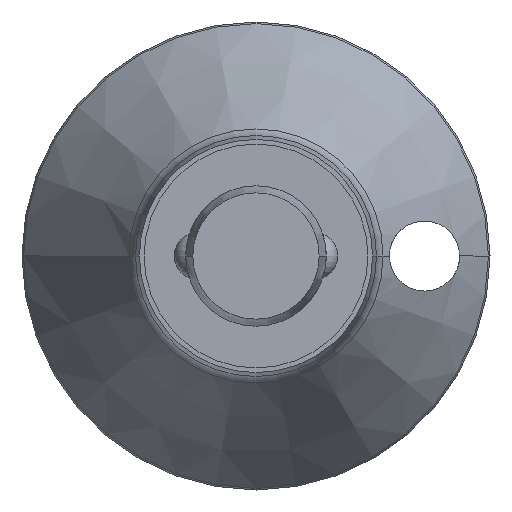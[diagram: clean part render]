
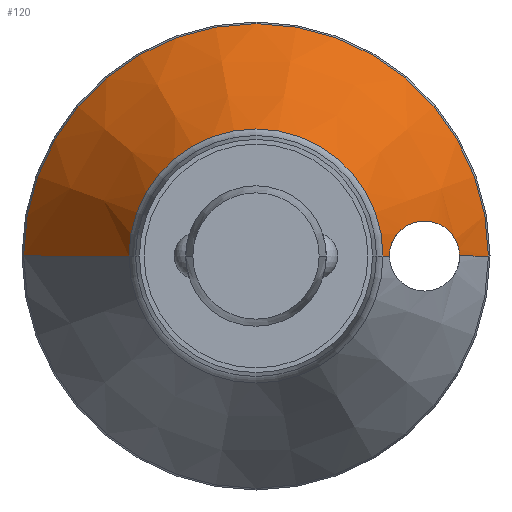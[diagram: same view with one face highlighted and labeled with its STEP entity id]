
A CAD part, front view. The second image highlights one B-rep face of the part: STEP entity #120.
In plain terms, the highlighted conical face has half-angle 30.55 degrees and reference radius 7.679 mm.
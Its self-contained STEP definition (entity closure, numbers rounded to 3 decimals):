
#120=ADVANCED_FACE('',(#239),#240,.T.);
#239=FACE_OUTER_BOUND('',#355,.T.);
#240=CONICAL_SURFACE('',#356,7.679,0.533);
#355=EDGE_LOOP('',(#630,#631,#632,#633,#634,#635,#636));
#356=AXIS2_PLACEMENT_3D('',#637,#638,#639);
#630=ORIENTED_EDGE('',*,*,#695,.T.);
#631=ORIENTED_EDGE('',*,*,#771,.T.);
#632=ORIENTED_EDGE('',*,*,#770,.T.);
#633=ORIENTED_EDGE('',*,*,#698,.T.);
#634=ORIENTED_EDGE('',*,*,#679,.F.);
#635=ORIENTED_EDGE('',*,*,#697,.T.);
#636=ORIENTED_EDGE('',*,*,#784,.T.);
#637=CARTESIAN_POINT('',(0.,16.431,0.));
#638=DIRECTION('',(-0.0,1.0,0.));
#639=DIRECTION('',(1.0,0.0,0.0));
#679=EDGE_CURVE('',#797,#799,#800,.T.);
#695=EDGE_CURVE('',#822,#823,#824,.T.);
#697=EDGE_CURVE('',#797,#825,#827,.T.);
#698=EDGE_CURVE('',#828,#799,#829,.T.);
#770=EDGE_CURVE('',#934,#828,#935,.T.);
#771=EDGE_CURVE('',#823,#934,#936,.T.);
#784=EDGE_CURVE('',#825,#822,#950,.T.);
#797=VERTEX_POINT('',#963);
#799=VERTEX_POINT('',#965);
#800=CIRCLE('',#966,9.931);
#822=VERTEX_POINT('',#1008);
#823=VERTEX_POINT('',#1009);
#824=LINE('',#1010,#1011);
#825=VERTEX_POINT('',#1012);
#827=LINE('',#1014,#1015);
#828=VERTEX_POINT('',#1016);
#829=LINE('',#1017,#1018);
#934=VERTEX_POINT('',#1262);
#935=B_SPLINE_CURVE_WITH_KNOTS('',3,(#1263,#1264,#1265,#1266,#1267,#1268,#1269,#1270,#1271,#1272,#1273,#1274),.UNSPECIFIED.,.F.,.F.,(4,2,2,2,2,4),(0.0,0.115,0.229,0.321,0.351,0.382),.UNSPECIFIED.);
#936=B_SPLINE_CURVE_WITH_KNOTS('',3,(#1275,#1276,#1277,#1278,#1279,#1280,#1281,#1282,#1283,#1284),.UNSPECIFIED.,.F.,.F.,(4,2,2,2,4),(1.066,1.09,1.114,1.162,1.368),.UNSPECIFIED.);
#950=CIRCLE('',#1316,5.428);
#963=CARTESIAN_POINT('',(-9.931,20.246,0.));
#965=CARTESIAN_POINT('',(9.931,20.246,0.));
#966=AXIS2_PLACEMENT_3D('',#1331,#1332,#1333);
#1008=CARTESIAN_POINT('',(5.428,12.617,0.));
#1009=CARTESIAN_POINT('',(5.7,13.078,0.));
#1010=CARTESIAN_POINT('',(7.679,16.431,0.));
#1011=VECTOR('',#1358,1.0);
#1012=CARTESIAN_POINT('',(-5.428,12.617,0.));
#1014=CARTESIAN_POINT('',(-7.679,16.431,0.));
#1015=VECTOR('',#1362,1.0);
#1016=CARTESIAN_POINT('',(8.7,18.161,0.));
#1017=CARTESIAN_POINT('',(7.679,16.431,0.));
#1018=VECTOR('',#1363,1.0);
#1262=CARTESIAN_POINT('',(6.888,15.352,1.467));
#1263=CARTESIAN_POINT('',(6.888,15.352,1.467));
#1264=CARTESIAN_POINT('',(7.077,15.681,1.508));
#1265=CARTESIAN_POINT('',(7.293,16.039,1.514));
#1266=CARTESIAN_POINT('',(7.729,16.734,1.421));
#1267=CARTESIAN_POINT('',(7.949,17.071,1.323));
#1268=CARTESIAN_POINT('',(8.3,17.591,1.039));
#1269=CARTESIAN_POINT('',(8.475,17.843,0.834));
#1270=CARTESIAN_POINT('',(8.615,18.041,0.506));
#1271=CARTESIAN_POINT('',(8.646,18.086,0.411));
#1272=CARTESIAN_POINT('',(8.689,18.146,0.208));
#1273=CARTESIAN_POINT('',(8.7,18.161,0.1));
#1274=CARTESIAN_POINT('',(8.7,18.161,0.));
#1275=CARTESIAN_POINT('',(5.7,13.078,0.));
#1276=CARTESIAN_POINT('',(5.7,13.078,0.08));
#1277=CARTESIAN_POINT('',(5.707,13.092,0.159));
#1278=CARTESIAN_POINT('',(5.73,13.143,0.309));
#1279=CARTESIAN_POINT('',(5.747,13.179,0.381));
#1280=CARTESIAN_POINT('',(5.811,13.312,0.583));
#1281=CARTESIAN_POINT('',(5.868,13.432,0.699));
#1282=CARTESIAN_POINT('',(6.173,14.053,1.189));
#1283=CARTESIAN_POINT('',(6.546,14.76,1.394));
#1284=CARTESIAN_POINT('',(6.888,15.352,1.467));
#1316=AXIS2_PLACEMENT_3D('',#1473,#1474,#1475);
#1331=CARTESIAN_POINT('',(0.,20.246,0.));
#1332=DIRECTION('',(-0.0,1.0,0.));
#1333=DIRECTION('',(1.0,0.0,0.0));
#1358=DIRECTION('',(0.508,0.861,0.));
#1362=DIRECTION('',(0.508,-0.861,0.));
#1363=DIRECTION('',(0.508,0.861,0.));
#1473=CARTESIAN_POINT('',(0.,12.617,0.));
#1474=DIRECTION('',(-0.0,1.0,0.));
#1475=DIRECTION('',(1.0,0.0,0.0));
